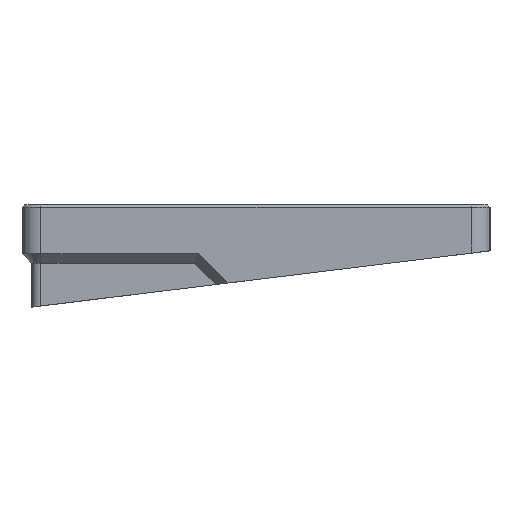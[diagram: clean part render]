
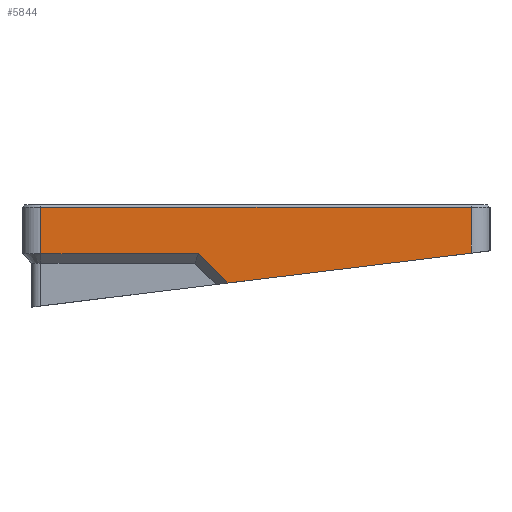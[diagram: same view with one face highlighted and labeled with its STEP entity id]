
A CAD part, left-side view. The second image highlights one B-rep face of the part: STEP entity #5844.
In plain terms, the highlighted planar face has unit normal (-1, 0, 0).
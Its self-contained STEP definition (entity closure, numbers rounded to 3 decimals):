
#359=PLANE('',#6512);
#694=FACE_OUTER_BOUND('',#1072,.T.);
#1072=EDGE_LOOP('',(#5445,#5446,#5447,#5448,#5449,#5450,#5451));
#1654=LINE('',#9364,#2175);
#1663=LINE('',#9395,#2184);
#1705=LINE('',#9527,#2226);
#1712=LINE('',#9542,#2233);
#1714=LINE('',#9546,#2235);
#1727=LINE('',#9582,#2248);
#1896=LINE('',#10047,#2417);
#2175=VECTOR('',#7558,10.);
#2184=VECTOR('',#7593,10.);
#2226=VECTOR('',#7729,10.);
#2233=VECTOR('',#7742,10.);
#2235=VECTOR('',#7746,10.);
#2248=VECTOR('',#7787,10.);
#2417=VECTOR('',#8338,10.);
#2774=VERTEX_POINT('',#9354);
#2776=VERTEX_POINT('',#9360);
#2786=VERTEX_POINT('',#9393);
#2829=VERTEX_POINT('',#9526);
#2834=VERTEX_POINT('',#9540);
#2835=VERTEX_POINT('',#9544);
#2844=VERTEX_POINT('',#9580);
#3443=EDGE_CURVE('',#2774,#2776,#1654,.T.);
#3459=EDGE_CURVE('',#2774,#2786,#1663,.T.);
#3526=EDGE_CURVE('',#2786,#2829,#1705,.T.);
#3534=EDGE_CURVE('',#2834,#2829,#1712,.T.);
#3536=EDGE_CURVE('',#2834,#2835,#1714,.T.);
#3554=EDGE_CURVE('',#2844,#2835,#1727,.T.);
#3785=EDGE_CURVE('',#2776,#2844,#1896,.T.);
#5445=ORIENTED_EDGE('',*,*,#3443,.F.);
#5446=ORIENTED_EDGE('',*,*,#3459,.T.);
#5447=ORIENTED_EDGE('',*,*,#3526,.T.);
#5448=ORIENTED_EDGE('',*,*,#3534,.F.);
#5449=ORIENTED_EDGE('',*,*,#3536,.T.);
#5450=ORIENTED_EDGE('',*,*,#3554,.F.);
#5451=ORIENTED_EDGE('',*,*,#3785,.F.);
#5844=ADVANCED_FACE('',(#694),#359,.T.);
#6512=AXIS2_PLACEMENT_3D('',#10046,#8336,#8337);
#7558=DIRECTION('',(0.,-1.,0.));
#7593=DIRECTION('',(0.,0.,-1.));
#7729=DIRECTION('',(0.,-1.,0.));
#7742=DIRECTION('',(0.,0.707,0.707));
#7746=DIRECTION('',(0.,0.,-1.));
#7787=DIRECTION('',(0.,0.993,-0.122));
#8336=DIRECTION('center_axis',(-1.,0.,0.));
#8337=DIRECTION('ref_axis',(0.,1.,0.));
#8338=DIRECTION('',(0.,0.,-1.));
#9354=CARTESIAN_POINT('',(18.954,126.068,3.2));
#9360=CARTESIAN_POINT('',(18.954,16.818,3.2));
#9364=CARTESIAN_POINT('',(18.954,44.131,3.2));
#9393=CARTESIAN_POINT('',(18.954,126.068,-8.6));
#9395=CARTESIAN_POINT('',(18.954,126.068,-5.4));
#9526=CARTESIAN_POINT('',(18.954,86.001,-8.6));
#9527=CARTESIAN_POINT('',(18.954,60.765,-8.6));
#9540=CARTESIAN_POINT('',(18.954,78.556,-16.045));
#9542=CARTESIAN_POINT('',(18.954,67.644,-26.957));
#9544=CARTESIAN_POINT('',(18.954,78.556,-16.045));
#9546=CARTESIAN_POINT('',(18.954,78.556,-7.));
#9580=CARTESIAN_POINT('',(18.954,16.818,-8.465));
#9582=CARTESIAN_POINT('',(18.954,43.679,-11.763));
#10046=CARTESIAN_POINT('Origin',(18.954,16.818,-5.4));
#10047=CARTESIAN_POINT('',(18.954,16.818,-5.4));
